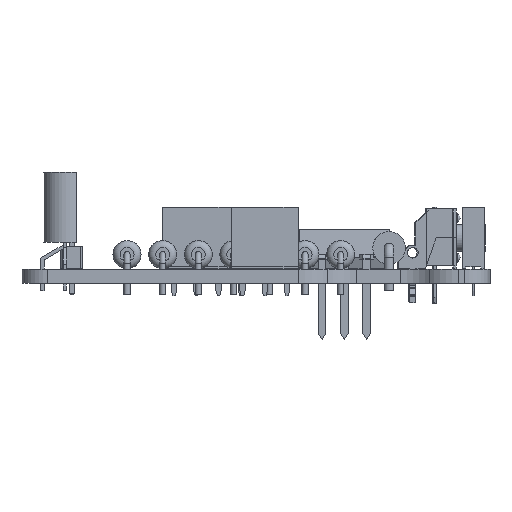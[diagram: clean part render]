
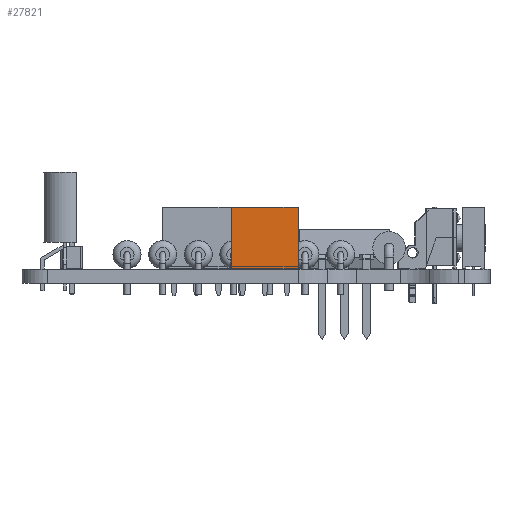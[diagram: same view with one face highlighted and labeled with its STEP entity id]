
A CAD part, front view. The second image highlights one B-rep face of the part: STEP entity #27821.
In plain terms, the highlighted face is planar.
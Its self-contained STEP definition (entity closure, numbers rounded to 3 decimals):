
#27821 = ADVANCED_FACE('',(#27822),#27836,.F.);
#27822 = FACE_BOUND('',#27823,.F.);
#27823 = EDGE_LOOP('',(#27824,#27859,#27887,#27915));
#27824 = ORIENTED_EDGE('',*,*,#27825,.T.);
#27825 = EDGE_CURVE('',#27826,#27828,#27830,.T.);
#27826 = VERTEX_POINT('',#27827);
#27827 = CARTESIAN_POINT('',(1.27,-6.35,0.));
#27828 = VERTEX_POINT('',#27829);
#27829 = CARTESIAN_POINT('',(1.27,-6.35,7.));
#27830 = SURFACE_CURVE('',#27831,(#27835,#27847),.PCURVE_S1.);
#27831 = LINE('',#27832,#27833);
#27832 = CARTESIAN_POINT('',(1.27,-6.35,0.));
#27833 = VECTOR('',#27834,1.);
#27834 = DIRECTION('',(0.,0.,1.));
#27835 = PCURVE('',#27836,#27841);
#27836 = PLANE('',#27837);
#27837 = AXIS2_PLACEMENT_3D('',#27838,#27839,#27840);
#27838 = CARTESIAN_POINT('',(1.27,-6.35,0.));
#27839 = DIRECTION('',(-1.,0.,0.));
#27840 = DIRECTION('',(0.,1.,0.));
#27841 = DEFINITIONAL_REPRESENTATION('',(#27842),#27846);
#27842 = LINE('',#27843,#27844);
#27843 = CARTESIAN_POINT('',(0.,0.));
#27844 = VECTOR('',#27845,1.);
#27845 = DIRECTION('',(0.,-1.));
#27846 = ( GEOMETRIC_REPRESENTATION_CONTEXT(2) 
PARAMETRIC_REPRESENTATION_CONTEXT() REPRESENTATION_CONTEXT('2D SPACE',''
  ) );
#27847 = PCURVE('',#27848,#27853);
#27848 = PLANE('',#27849);
#27849 = AXIS2_PLACEMENT_3D('',#27850,#27851,#27852);
#27850 = CARTESIAN_POINT('',(-1.27,-6.35,0.));
#27851 = DIRECTION('',(0.,1.,0.));
#27852 = DIRECTION('',(1.,0.,0.));
#27853 = DEFINITIONAL_REPRESENTATION('',(#27854),#27858);
#27854 = LINE('',#27855,#27856);
#27855 = CARTESIAN_POINT('',(2.54,0.));
#27856 = VECTOR('',#27857,1.);
#27857 = DIRECTION('',(0.,-1.));
#27858 = ( GEOMETRIC_REPRESENTATION_CONTEXT(2) 
PARAMETRIC_REPRESENTATION_CONTEXT() REPRESENTATION_CONTEXT('2D SPACE',''
  ) );
#27859 = ORIENTED_EDGE('',*,*,#27860,.T.);
#27860 = EDGE_CURVE('',#27828,#27861,#27863,.T.);
#27861 = VERTEX_POINT('',#27862);
#27862 = CARTESIAN_POINT('',(1.27,1.27,7.));
#27863 = SURFACE_CURVE('',#27864,(#27868,#27875),.PCURVE_S1.);
#27864 = LINE('',#27865,#27866);
#27865 = CARTESIAN_POINT('',(1.27,-6.35,7.));
#27866 = VECTOR('',#27867,1.);
#27867 = DIRECTION('',(0.,1.,0.));
#27868 = PCURVE('',#27836,#27869);
#27869 = DEFINITIONAL_REPRESENTATION('',(#27870),#27874);
#27870 = LINE('',#27871,#27872);
#27871 = CARTESIAN_POINT('',(0.,-7.));
#27872 = VECTOR('',#27873,1.);
#27873 = DIRECTION('',(1.,0.));
#27874 = ( GEOMETRIC_REPRESENTATION_CONTEXT(2) 
PARAMETRIC_REPRESENTATION_CONTEXT() REPRESENTATION_CONTEXT('2D SPACE',''
  ) );
#27875 = PCURVE('',#27876,#27881);
#27876 = PLANE('',#27877);
#27877 = AXIS2_PLACEMENT_3D('',#27878,#27879,#27880);
#27878 = CARTESIAN_POINT('',(1.27,-6.35,7.));
#27879 = DIRECTION('',(-0.,0.,-1.));
#27880 = DIRECTION('',(0.,-1.,-0.));
#27881 = DEFINITIONAL_REPRESENTATION('',(#27882),#27886);
#27882 = LINE('',#27883,#27884);
#27883 = CARTESIAN_POINT('',(0.,0.));
#27884 = VECTOR('',#27885,1.);
#27885 = DIRECTION('',(-1.,0.));
#27886 = ( GEOMETRIC_REPRESENTATION_CONTEXT(2) 
PARAMETRIC_REPRESENTATION_CONTEXT() REPRESENTATION_CONTEXT('2D SPACE',''
  ) );
#27887 = ORIENTED_EDGE('',*,*,#27888,.F.);
#27888 = EDGE_CURVE('',#27889,#27861,#27891,.T.);
#27889 = VERTEX_POINT('',#27890);
#27890 = CARTESIAN_POINT('',(1.27,1.27,0.));
#27891 = SURFACE_CURVE('',#27892,(#27896,#27903),.PCURVE_S1.);
#27892 = LINE('',#27893,#27894);
#27893 = CARTESIAN_POINT('',(1.27,1.27,0.));
#27894 = VECTOR('',#27895,1.);
#27895 = DIRECTION('',(0.,0.,1.));
#27896 = PCURVE('',#27836,#27897);
#27897 = DEFINITIONAL_REPRESENTATION('',(#27898),#27902);
#27898 = LINE('',#27899,#27900);
#27899 = CARTESIAN_POINT('',(7.62,0.));
#27900 = VECTOR('',#27901,1.);
#27901 = DIRECTION('',(0.,-1.));
#27902 = ( GEOMETRIC_REPRESENTATION_CONTEXT(2) 
PARAMETRIC_REPRESENTATION_CONTEXT() REPRESENTATION_CONTEXT('2D SPACE',''
  ) );
#27903 = PCURVE('',#27904,#27909);
#27904 = PLANE('',#27905);
#27905 = AXIS2_PLACEMENT_3D('',#27906,#27907,#27908);
#27906 = CARTESIAN_POINT('',(1.27,1.27,0.));
#27907 = DIRECTION('',(0.,-1.,0.));
#27908 = DIRECTION('',(-1.,0.,0.));
#27909 = DEFINITIONAL_REPRESENTATION('',(#27910),#27914);
#27910 = LINE('',#27911,#27912);
#27911 = CARTESIAN_POINT('',(0.,0.));
#27912 = VECTOR('',#27913,1.);
#27913 = DIRECTION('',(0.,-1.));
#27914 = ( GEOMETRIC_REPRESENTATION_CONTEXT(2) 
PARAMETRIC_REPRESENTATION_CONTEXT() REPRESENTATION_CONTEXT('2D SPACE',''
  ) );
#27915 = ORIENTED_EDGE('',*,*,#27916,.F.);
#27916 = EDGE_CURVE('',#27826,#27889,#27917,.T.);
#27917 = SURFACE_CURVE('',#27918,(#27922,#27929),.PCURVE_S1.);
#27918 = LINE('',#27919,#27920);
#27919 = CARTESIAN_POINT('',(1.27,-6.35,0.));
#27920 = VECTOR('',#27921,1.);
#27921 = DIRECTION('',(0.,1.,0.));
#27922 = PCURVE('',#27836,#27923);
#27923 = DEFINITIONAL_REPRESENTATION('',(#27924),#27928);
#27924 = LINE('',#27925,#27926);
#27925 = CARTESIAN_POINT('',(0.,0.));
#27926 = VECTOR('',#27927,1.);
#27927 = DIRECTION('',(1.,0.));
#27928 = ( GEOMETRIC_REPRESENTATION_CONTEXT(2) 
PARAMETRIC_REPRESENTATION_CONTEXT() REPRESENTATION_CONTEXT('2D SPACE',''
  ) );
#27929 = PCURVE('',#27930,#27935);
#27930 = PLANE('',#27931);
#27931 = AXIS2_PLACEMENT_3D('',#27932,#27933,#27934);
#27932 = CARTESIAN_POINT('',(1.27,-6.35,0.));
#27933 = DIRECTION('',(-0.,0.,-1.));
#27934 = DIRECTION('',(0.,-1.,-0.));
#27935 = DEFINITIONAL_REPRESENTATION('',(#27936),#27940);
#27936 = LINE('',#27937,#27938);
#27937 = CARTESIAN_POINT('',(0.,0.));
#27938 = VECTOR('',#27939,1.);
#27939 = DIRECTION('',(-1.,0.));
#27940 = ( GEOMETRIC_REPRESENTATION_CONTEXT(2) 
PARAMETRIC_REPRESENTATION_CONTEXT() REPRESENTATION_CONTEXT('2D SPACE',''
  ) );
